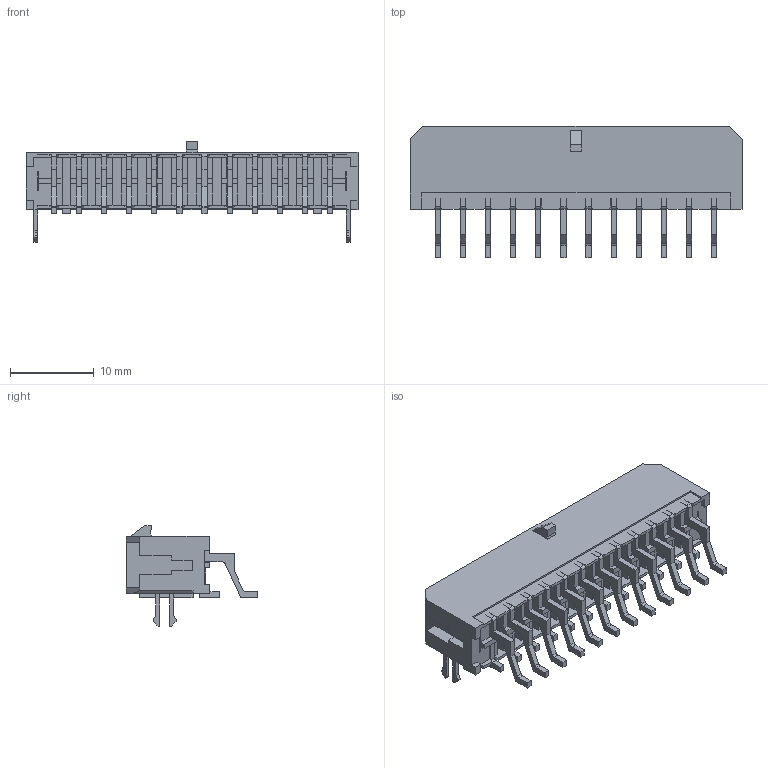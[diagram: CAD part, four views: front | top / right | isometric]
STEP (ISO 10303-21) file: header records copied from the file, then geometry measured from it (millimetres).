
FILE_DESCRIPTION((''),'2;1');
FILE_NAME('FWF30019-D20B23K6M','2024-01-26T',('工程三'),(''),'PRO/ENGINEER BY PARAMETRIC TECHNOLOGY CORPORATION, 2010280','PRO/ENGINEER BY PARAMETRIC TECHNOLOGY CORPORATION, 2010280','');
FILE_SCHEMA(('CONFIG_CONTROL_DESIGN'));
Length unit declared in the file: millimetre
Products named in the file (1): FWF30019-D20B23K6M
Bounding box: 39.65 x 15.7 x 12.05 mm (x, y, z)
Volume: 1378.3 mm3; surface area: 4531.3 mm2
Topology: 1 solids, 1 shells, 1020 faces, 2833 edges, 1864 vertices
Faces by surface type: plane 948, cylinder 72
Entity records: 32015 total; most frequent: CARTESIAN_POINT 5717, ORIENTED_EDGE 5666, DIRECTION 5017, EDGE_CURVE 2833, VECTOR 2689, LINE 2689, VERTEX_POINT 1864, AXIS2_PLACEMENT_3D 1164
